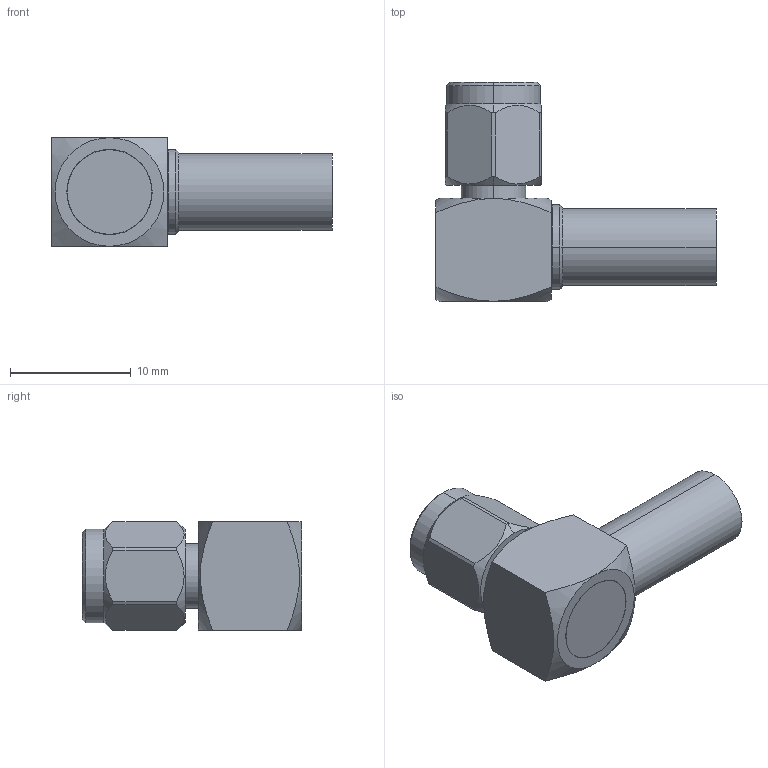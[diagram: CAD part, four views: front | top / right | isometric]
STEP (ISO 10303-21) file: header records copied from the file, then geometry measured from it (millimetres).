
FILE_DESCRIPTION (( 'STEP AP203' ), '1' );
FILE_NAME ('PE44845.step', '2018-05-02T20:57:46', ( '' ), ( '' ), 'SwSTEP 2.0', 'SolidWorks 2017', '' );
FILE_SCHEMA (( 'CONFIG_CONTROL_DESIGN' ));
Length unit declared in the file: inch
Products named in the file (1): PE44845
Bounding box: 23.17 x 18.11 x 8.99 mm (x, y, z)
Volume: 1240.6 mm3; surface area: 1639.5 mm2
Topology: 2 solids, 2 shells, 110 faces, 247 edges, 157 vertices
Faces by surface type: cylinder 52, plane 30, cone 21, torus 4, bspline 3
Entity records: 4150 total; most frequent: CARTESIAN_POINT 1659, DIRECTION 516, ORIENTED_EDGE 494, EDGE_CURVE 247, AXIS2_PLACEMENT_3D 219, VERTEX_POINT 157, EDGE_LOOP 128, CIRCLE 111
